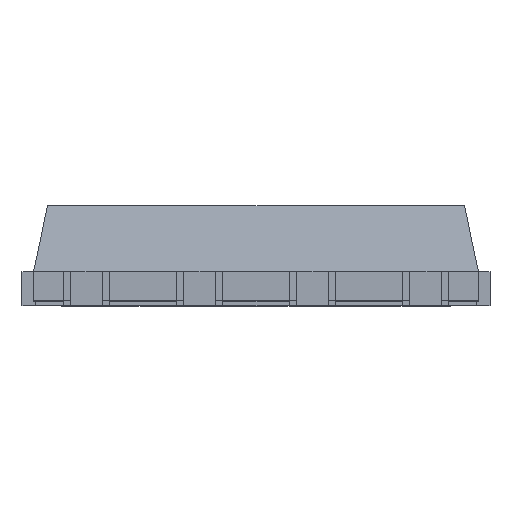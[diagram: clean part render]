
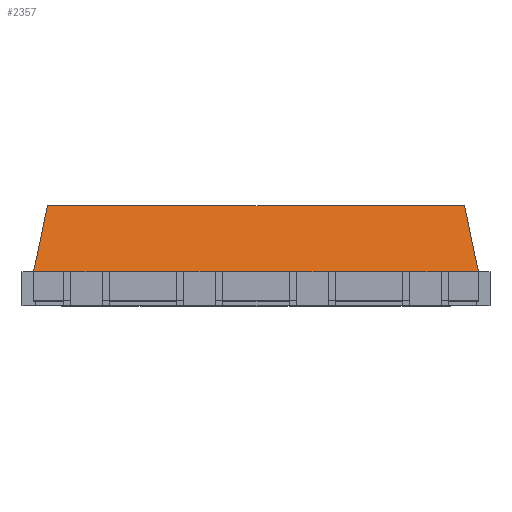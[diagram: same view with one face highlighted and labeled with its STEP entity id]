
A CAD part, top view. The second image highlights one B-rep face of the part: STEP entity #2357.
In plain terms, the highlighted planar face has unit normal (0, 0.208, 0.978).
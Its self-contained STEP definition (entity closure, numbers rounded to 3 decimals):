
#8 = VERTEX_POINT ( 'NONE', #6006 ) ;
#92 = CARTESIAN_POINT ( 'NONE',  ( -2.5, 0.33, 5.99 ) ) ;
#151 = VECTOR ( 'NONE', #5261, 1000. ) ;
#168 = VERTEX_POINT ( 'NONE', #2580 ) ;
#253 = EDGE_CURVE ( 'NONE', #4638, #3962, #4679, .T. ) ;
#255 = DIRECTION ( 'NONE',  ( -1., 0., 0. ) ) ;
#262 = LINE ( 'NONE', #5142, #1680 ) ;
#294 = EDGE_CURVE ( 'NONE', #8, #5054, #3655, .T. ) ;
#310 = FACE_OUTER_BOUND ( 'NONE', #481, .T. ) ;
#318 = CARTESIAN_POINT ( 'NONE',  ( 0., 0.33, 5.99 ) ) ;
#336 = ORIENTED_EDGE ( 'NONE', *, *, #5744, .F. ) ;
#370 = VERTEX_POINT ( 'NONE', #92 ) ;
#382 = EDGE_CURVE ( 'NONE', #7473, #3592, #6890, .T. ) ;
#400 = CARTESIAN_POINT ( 'NONE',  ( 0., 0.33, 5.99 ) ) ;
#457 = EDGE_CURVE ( 'NONE', #168, #2633, #2448, .T. ) ;
#478 = DIRECTION ( 'NONE',  ( -1., 0., 0. ) ) ;
#481 = EDGE_LOOP ( 'NONE', ( #528, #5403, #5128, #3233, #889, #1121, #5923, #3099, #3866, #6248, #2527, #336 ) ) ;
#528 = ORIENTED_EDGE ( 'NONE', *, *, #5137, .T. ) ;
#776 = LINE ( 'NONE', #2328, #3951 ) ;
#889 = ORIENTED_EDGE ( 'NONE', *, *, #6550, .F. ) ;
#957 = CARTESIAN_POINT ( 'NONE',  ( 0., 0.33, 5.99 ) ) ;
#1006 = CARTESIAN_POINT ( 'NONE',  ( 6.1, 0.33, 5.99 ) ) ;
#1079 = DIRECTION ( 'NONE',  ( -1., 0., 0. ) ) ;
#1097 = LINE ( 'NONE', #6399, #151 ) ;
#1121 = ORIENTED_EDGE ( 'NONE', *, *, #253, .F. ) ;
#1171 = CARTESIAN_POINT ( 'NONE',  ( 1.73, 0.33, 5.99 ) ) ;
#1365 = LINE ( 'NONE', #3006, #7438 ) ;
#1378 = DIRECTION ( 'NONE',  ( -1., 0., 0. ) ) ;
#1434 = EDGE_CURVE ( 'NONE', #3880, #370, #6264, .T. ) ;
#1680 = VECTOR ( 'NONE', #2222, 1000. ) ;
#1970 = CARTESIAN_POINT ( 'NONE',  ( -2.343, 1.07, 5.833 ) ) ;
#2191 = DIRECTION ( 'NONE',  ( -1., 0., 0. ) ) ;
#2222 = DIRECTION ( 'NONE',  ( -1., 0., 0. ) ) ;
#2328 = CARTESIAN_POINT ( 'NONE',  ( 0., 0.33, 5.99 ) ) ;
#2329 = CARTESIAN_POINT ( 'NONE',  ( 0., 0.33, 5.99 ) ) ;
#2357 = ADVANCED_FACE ( 'NONE', ( #310 ), #4434, .T. ) ;
#2448 = LINE ( 'NONE', #6201, #5382 ) ;
#2527 = ORIENTED_EDGE ( 'NONE', *, *, #294, .F. ) ;
#2580 = CARTESIAN_POINT ( 'NONE',  ( 2.343, 1.07, 5.833 ) ) ;
#2596 = DIRECTION ( 'NONE',  ( -1., 0., 0. ) ) ;
#2613 = DIRECTION ( 'NONE',  ( -1., 0., 0. ) ) ;
#2633 = VERTEX_POINT ( 'NONE', #1970 ) ;
#2827 = VECTOR ( 'NONE', #2613, 1000. ) ;
#3006 = CARTESIAN_POINT ( 'NONE',  ( -2.5, 0.33, 5.99 ) ) ;
#3099 = ORIENTED_EDGE ( 'NONE', *, *, #3249, .F. ) ;
#3108 = EDGE_CURVE ( 'NONE', #5054, #7473, #6325, .T. ) ;
#3144 = CARTESIAN_POINT ( 'NONE',  ( -1.73, 0.33, 5.99 ) ) ;
#3233 = ORIENTED_EDGE ( 'NONE', *, *, #1434, .F. ) ;
#3249 = EDGE_CURVE ( 'NONE', #3592, #3767, #6980, .T. ) ;
#3306 = CARTESIAN_POINT ( 'NONE',  ( -0.46, 0.33, 5.99 ) ) ;
#3494 = VECTOR ( 'NONE', #1079, 1000. ) ;
#3586 = CARTESIAN_POINT ( 'NONE',  ( 0.46, 0.33, 5.99 ) ) ;
#3592 = VERTEX_POINT ( 'NONE', #3586 ) ;
#3655 = LINE ( 'NONE', #2329, #3494 ) ;
#3703 = CARTESIAN_POINT ( 'NONE',  ( 0., 0.33, 5.99 ) ) ;
#3745 = CARTESIAN_POINT ( 'NONE',  ( 0.81, 0.33, 5.99 ) ) ;
#3767 = VERTEX_POINT ( 'NONE', #3306 ) ;
#3866 = ORIENTED_EDGE ( 'NONE', *, *, #382, .F. ) ;
#3880 = VERTEX_POINT ( 'NONE', #4586 ) ;
#3951 = VECTOR ( 'NONE', #7643, 1000. ) ;
#3962 = VERTEX_POINT ( 'NONE', #3144 ) ;
#4434 = PLANE ( 'NONE',  #6306 ) ;
#4446 = CARTESIAN_POINT ( 'NONE',  ( 2.5, 0.33, 5.99 ) ) ;
#4477 = DIRECTION ( 'NONE',  ( -1., 0., 0. ) ) ;
#4490 = DIRECTION ( 'NONE',  ( 0., 0.208, 0.978 ) ) ;
#4566 = EDGE_CURVE ( 'NONE', #3767, #4638, #262, .T. ) ;
#4586 = CARTESIAN_POINT ( 'NONE',  ( -2.08, 0.33, 5.99 ) ) ;
#4638 = VERTEX_POINT ( 'NONE', #7075 ) ;
#4679 = LINE ( 'NONE', #6366, #6606 ) ;
#4720 = DIRECTION ( 'NONE',  ( -0.204, -0.958, 0.204 ) ) ;
#4884 = CARTESIAN_POINT ( 'NONE',  ( 0., 0.33, 5.99 ) ) ;
#5054 = VERTEX_POINT ( 'NONE', #1171 ) ;
#5128 = ORIENTED_EDGE ( 'NONE', *, *, #5190, .T. ) ;
#5137 = EDGE_CURVE ( 'NONE', #7078, #168, #1097, .T. ) ;
#5142 = CARTESIAN_POINT ( 'NONE',  ( 0., 0.33, 5.99 ) ) ;
#5190 = EDGE_CURVE ( 'NONE', #2633, #370, #1365, .T. ) ;
#5218 = VECTOR ( 'NONE', #2596, 1000. ) ;
#5261 = DIRECTION ( 'NONE',  ( -0.204, 0.958, -0.204 ) ) ;
#5382 = VECTOR ( 'NONE', #4477, 1000. ) ;
#5403 = ORIENTED_EDGE ( 'NONE', *, *, #457, .T. ) ;
#5674 = DIRECTION ( 'NONE',  ( 0., -0.978, 0.208 ) ) ;
#5744 = EDGE_CURVE ( 'NONE', #7078, #8, #776, .T. ) ;
#5923 = ORIENTED_EDGE ( 'NONE', *, *, #4566, .F. ) ;
#6006 = CARTESIAN_POINT ( 'NONE',  ( 2.08, 0.33, 5.99 ) ) ;
#6201 = CARTESIAN_POINT ( 'NONE',  ( 6.1, 1.07, 5.833 ) ) ;
#6248 = ORIENTED_EDGE ( 'NONE', *, *, #3108, .F. ) ;
#6264 = LINE ( 'NONE', #400, #6358 ) ;
#6306 = AXIS2_PLACEMENT_3D ( 'NONE', #1006, #4490, #5674 ) ;
#6325 = LINE ( 'NONE', #4884, #2827 ) ;
#6358 = VECTOR ( 'NONE', #2191, 1000. ) ;
#6366 = CARTESIAN_POINT ( 'NONE',  ( 0., 0.33, 5.99 ) ) ;
#6399 = CARTESIAN_POINT ( 'NONE',  ( 2.5, 0.33, 5.99 ) ) ;
#6550 = EDGE_CURVE ( 'NONE', #3962, #3880, #6883, .T. ) ;
#6606 = VECTOR ( 'NONE', #478, 1000. ) ;
#6883 = LINE ( 'NONE', #318, #5218 ) ;
#6890 = LINE ( 'NONE', #3703, #6982 ) ;
#6980 = LINE ( 'NONE', #957, #7145 ) ;
#6982 = VECTOR ( 'NONE', #1378, 1000. ) ;
#7075 = CARTESIAN_POINT ( 'NONE',  ( -0.81, 0.33, 5.99 ) ) ;
#7078 = VERTEX_POINT ( 'NONE', #4446 ) ;
#7145 = VECTOR ( 'NONE', #255, 1000. ) ;
#7438 = VECTOR ( 'NONE', #4720, 1000. ) ;
#7473 = VERTEX_POINT ( 'NONE', #3745 ) ;
#7643 = DIRECTION ( 'NONE',  ( -1., 0., 0. ) ) ;
